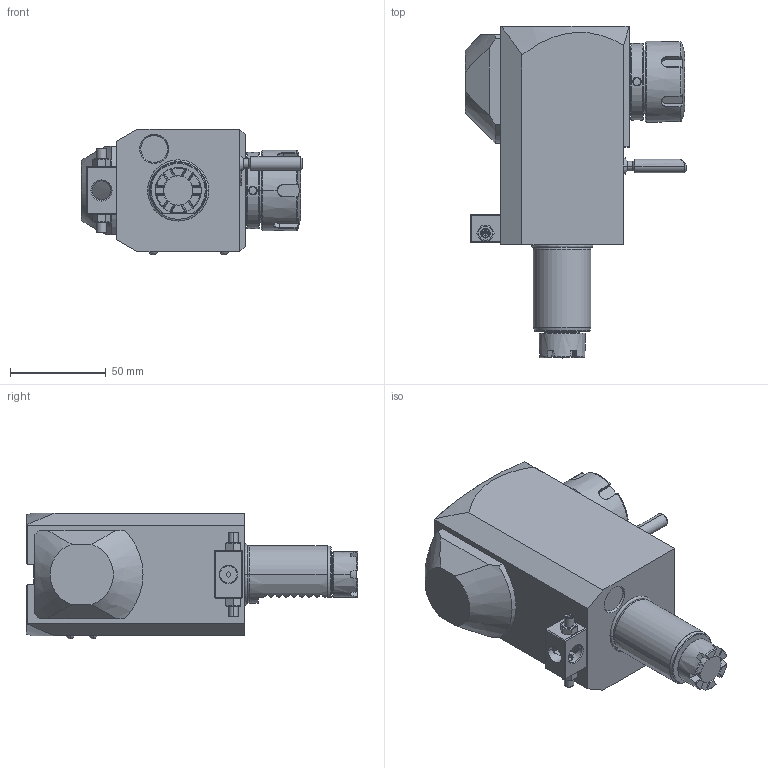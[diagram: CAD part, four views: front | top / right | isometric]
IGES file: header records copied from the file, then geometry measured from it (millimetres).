
Start section:  PTC IGES file: ngt1_30_241_25_2_1_55.igs
Global section: file name: ngt1_30_241_25_2_1_55.igs; native system: Pro/ENGINEER by Parametric Technology Corporation; preprocessor: 2010280; author: vali; organization: Unknown; date: 20171017.082514; units: millimetre
Bounding box: 115.38 x 173 x 65.6 mm (x, y, z)
Volume: 576466.9 mm3; surface area: 54169.5 mm2
Topology: 1 solids, 1 shells, 449 faces, 1126 edges, 690 vertices
Faces by surface type: bspline 264, revolution 185
